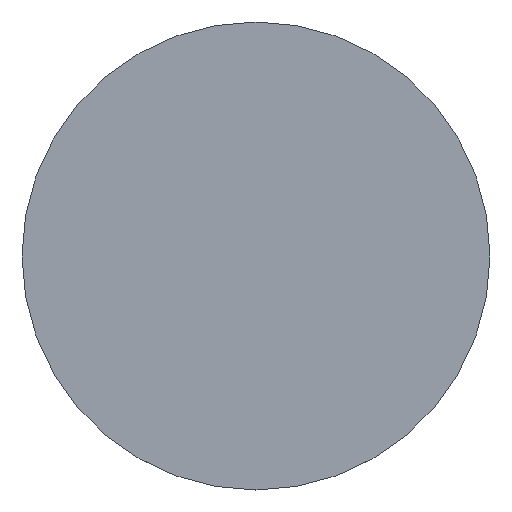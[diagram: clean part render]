
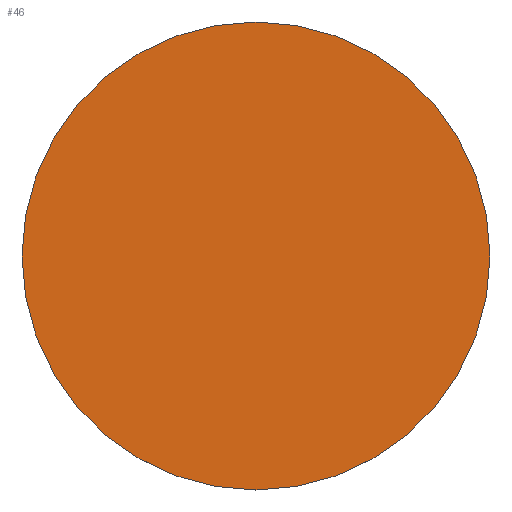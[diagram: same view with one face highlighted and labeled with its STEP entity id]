
A CAD part, top view. The second image highlights one B-rep face of the part: STEP entity #46.
In plain terms, the highlighted planar face has unit normal (0, 0, 1).
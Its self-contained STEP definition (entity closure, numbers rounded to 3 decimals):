
#3 = DIRECTION ( 'NONE',  ( 0., 0., 1. ) ) ;
#5 = DIRECTION ( 'NONE',  ( 0., 0., 1. ) ) ;
#14 = DIRECTION ( 'NONE',  ( 1., 0., 0. ) ) ;
#17 = EDGE_CURVE ( 'NONE', #22, #64, #131, .T. ) ;
#22 = VERTEX_POINT ( 'NONE', #124 ) ;
#29 = PLANE ( 'NONE',  #142 ) ;
#46 = ADVANCED_FACE ( 'NONE', ( #70 ), #29, .T. ) ;
#53 = EDGE_CURVE ( 'NONE', #64, #22, #171, .T. ) ;
#58 = CARTESIAN_POINT ( 'NONE',  ( 0., 0., 1. ) ) ;
#64 = VERTEX_POINT ( 'NONE', #168 ) ;
#70 = FACE_OUTER_BOUND ( 'NONE', #161, .T. ) ;
#79 = AXIS2_PLACEMENT_3D ( 'NONE', #102, #3, #141 ) ;
#102 = CARTESIAN_POINT ( 'NONE',  ( 0., 0., 1. ) ) ;
#109 = ORIENTED_EDGE ( 'NONE', *, *, #17, .T. ) ;
#116 = DIRECTION ( 'NONE',  ( 1., 0., 0. ) ) ;
#124 = CARTESIAN_POINT ( 'NONE',  ( -50.8, 0., 1. ) ) ;
#131 = CIRCLE ( 'NONE', #79, 50.8 ) ;
#136 = AXIS2_PLACEMENT_3D ( 'NONE', #58, #5, #14 ) ;
#141 = DIRECTION ( 'NONE',  ( 1., 0., 0. ) ) ;
#142 = AXIS2_PLACEMENT_3D ( 'NONE', #151, #166, #116 ) ;
#151 = CARTESIAN_POINT ( 'NONE',  ( 0., 0., 1. ) ) ;
#161 = EDGE_LOOP ( 'NONE', ( #109, #165 ) ) ;
#165 = ORIENTED_EDGE ( 'NONE', *, *, #53, .T. ) ;
#166 = DIRECTION ( 'NONE',  ( 0., 0., 1. ) ) ;
#168 = CARTESIAN_POINT ( 'NONE',  ( 50.8, 0., 1. ) ) ;
#171 = CIRCLE ( 'NONE', #136, 50.8 ) ;
